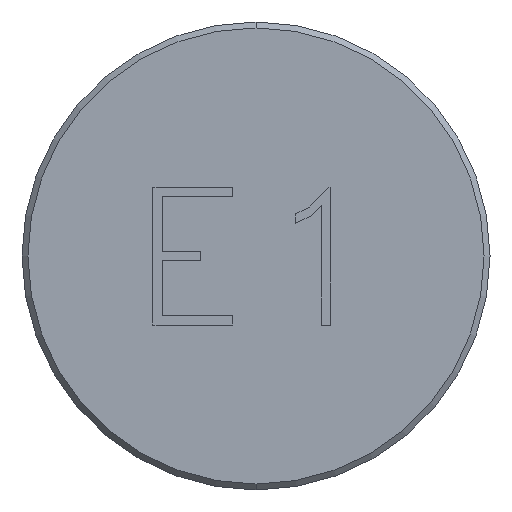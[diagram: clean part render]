
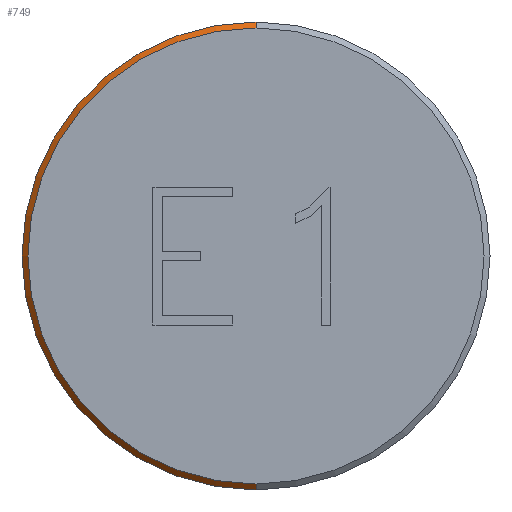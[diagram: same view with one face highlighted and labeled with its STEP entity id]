
A CAD part, left-side view. The second image highlights one B-rep face of the part: STEP entity #749.
In plain terms, the highlighted conical face has half-angle 45 degrees and reference radius 24.65 mm.
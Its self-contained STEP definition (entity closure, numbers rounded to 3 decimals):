
#16 = DIRECTION ( 'NONE',  ( 0.707, 0., 0.707 ) ) ;
#105 = EDGE_LOOP ( 'NONE', ( #394, #951, #3161, #1103 ) ) ;
#119 = CONICAL_SURFACE ( 'NONE', #1287, 24.65, 0.785 ) ;
#240 = DIRECTION ( 'NONE',  ( 0.707, 0., -0.707 ) ) ;
#246 = VERTEX_POINT ( 'NONE', #520 ) ;
#394 = ORIENTED_EDGE ( 'NONE', *, *, #2241, .T. ) ;
#510 = CARTESIAN_POINT ( 'NONE',  ( 0.625, 0., 24.65 ) ) ;
#520 = CARTESIAN_POINT ( 'NONE',  ( 0., 0., -24.025 ) ) ;
#525 = CARTESIAN_POINT ( 'NONE',  ( 0.625, 0., 0. ) ) ;
#677 = AXIS2_PLACEMENT_3D ( 'NONE', #2246, #2782, #2195 ) ;
#749 = ADVANCED_FACE ( 'NONE', ( #1980 ), #119, .T. ) ;
#769 = CARTESIAN_POINT ( 'NONE',  ( 0.625, 0., -24.65 ) ) ;
#789 = EDGE_CURVE ( 'NONE', #3322, #1509, #3199, .T. ) ;
#910 = DIRECTION ( 'NONE',  ( 0., 0., -1. ) ) ;
#951 = ORIENTED_EDGE ( 'NONE', *, *, #3158, .T. ) ;
#957 = CARTESIAN_POINT ( 'NONE',  ( 0.625, 0., 0. ) ) ;
#965 = AXIS2_PLACEMENT_3D ( 'NONE', #525, #1265, #1032 ) ;
#1032 = DIRECTION ( 'NONE',  ( 0., 0., -1. ) ) ;
#1051 = CARTESIAN_POINT ( 'NONE',  ( 0.625, 0., 24.65 ) ) ;
#1103 = ORIENTED_EDGE ( 'NONE', *, *, #2945, .F. ) ;
#1265 = DIRECTION ( 'NONE',  ( 1., 0., 0. ) ) ;
#1279 = CARTESIAN_POINT ( 'NONE',  ( 0., 0., 24.025 ) ) ;
#1287 = AXIS2_PLACEMENT_3D ( 'NONE', #957, #2271, #910 ) ;
#1289 = VECTOR ( 'NONE', #240, 1000. ) ;
#1509 = VERTEX_POINT ( 'NONE', #1051 ) ;
#1542 = CARTESIAN_POINT ( 'NONE',  ( 0.625, 0., -24.65 ) ) ;
#1826 = LINE ( 'NONE', #510, #3024 ) ;
#1980 = FACE_OUTER_BOUND ( 'NONE', #105, .T. ) ;
#2129 = CIRCLE ( 'NONE', #677, 24.025 ) ;
#2195 = DIRECTION ( 'NONE',  ( 0., 0., -1. ) ) ;
#2241 = EDGE_CURVE ( 'NONE', #246, #3189, #2129, .T. ) ;
#2246 = CARTESIAN_POINT ( 'NONE',  ( 0., 0., 0. ) ) ;
#2271 = DIRECTION ( 'NONE',  ( 1., 0., 0. ) ) ;
#2351 = LINE ( 'NONE', #1542, #1289 ) ;
#2782 = DIRECTION ( 'NONE',  ( 1., 0., 0. ) ) ;
#2945 = EDGE_CURVE ( 'NONE', #246, #3322, #2351, .T. ) ;
#3024 = VECTOR ( 'NONE', #16, 1000. ) ;
#3158 = EDGE_CURVE ( 'NONE', #3189, #1509, #1826, .T. ) ;
#3161 = ORIENTED_EDGE ( 'NONE', *, *, #789, .F. ) ;
#3189 = VERTEX_POINT ( 'NONE', #1279 ) ;
#3199 = CIRCLE ( 'NONE', #965, 24.65 ) ;
#3322 = VERTEX_POINT ( 'NONE', #769 ) ;
